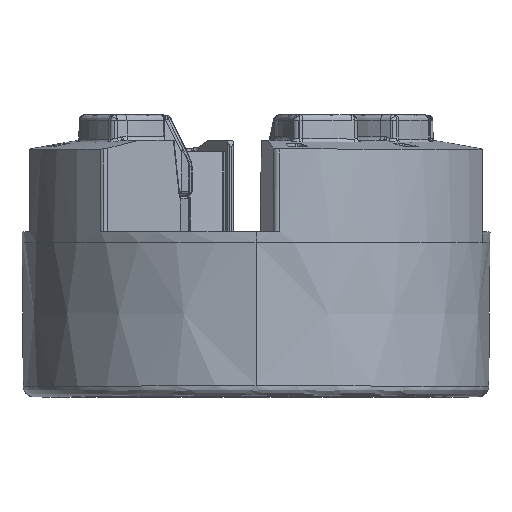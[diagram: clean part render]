
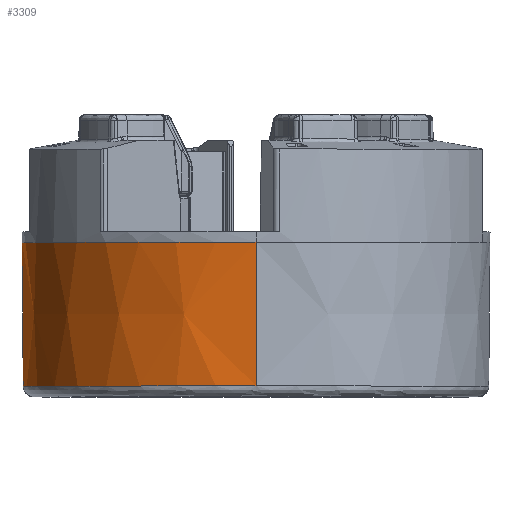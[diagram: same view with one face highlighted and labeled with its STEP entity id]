
A CAD part, top view. The second image highlights one B-rep face of the part: STEP entity #3309.
In plain terms, the highlighted conical face has half-angle 0.5 degrees and reference radius 22 mm.
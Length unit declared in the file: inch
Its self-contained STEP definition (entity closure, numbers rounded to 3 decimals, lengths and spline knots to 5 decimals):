
#1606 = DIRECTION ( 'NONE',  ( 0., -1., 0. ) ) ;
#1811 = CARTESIAN_POINT ( 'NONE',  ( -0.86614, 0., 0. ) ) ;
#2285 = CARTESIAN_POINT ( 'NONE',  ( 0., 0., 0.86614 ) ) ;
#2604 = DIRECTION ( 'NONE',  ( 0., 1., 0. ) ) ;
#3309 = ADVANCED_FACE ( 'NONE', ( #10297 ), #29559, .T. ) ;
#4291 = CARTESIAN_POINT ( 'NONE',  ( 0., -0.53184, 0.8615 ) ) ;
#6599 = AXIS2_PLACEMENT_3D ( 'NONE', #72079, #2604, #48923 ) ;
#10297 = FACE_OUTER_BOUND ( 'NONE', #37311, .T. ) ;
#10854 = AXIS2_PLACEMENT_3D ( 'NONE', #54141, #1606, #88030 ) ;
#16326 = DIRECTION ( 'NONE',  ( 0., 1., 0.009 ) ) ;
#19142 = ORIENTED_EDGE ( 'NONE', *, *, #39668, .T. ) ;
#25965 = CARTESIAN_POINT ( 'NONE',  ( -0.8615, -0.53184, 0. ) ) ;
#28052 = ORIENTED_EDGE ( 'NONE', *, *, #77336, .T. ) ;
#29559 = CONICAL_SURFACE ( 'NONE', #6599, 0.86614, 0.009 ) ;
#32714 = EDGE_CURVE ( 'NONE', #58275, #82671, #70679, .T. ) ;
#37311 = EDGE_LOOP ( 'NONE', ( #59044, #19142, #28052, #75556 ) ) ;
#39668 = EDGE_CURVE ( 'NONE', #58275, #56155, #55456, .T. ) ;
#39834 = DIRECTION ( 'NONE',  ( 0., -1., 0. ) ) ;
#40308 = CARTESIAN_POINT ( 'NONE',  ( 0., -0.53184, 0. ) ) ;
#46647 = VECTOR ( 'NONE', #87078, 39.37008 ) ;
#47042 = CIRCLE ( 'NONE', #10854, 0.86614 ) ;
#48430 = LINE ( 'NONE', #101493, #46647 ) ;
#48923 = DIRECTION ( 'NONE',  ( 0., 0., 1. ) ) ;
#54141 = CARTESIAN_POINT ( 'NONE',  ( 0., 0., 0. ) ) ;
#55456 = LINE ( 'NONE', #86861, #95145 ) ;
#56155 = VERTEX_POINT ( 'NONE', #2285 ) ;
#58275 = VERTEX_POINT ( 'NONE', #4291 ) ;
#59044 = ORIENTED_EDGE ( 'NONE', *, *, #32714, .F. ) ;
#60726 = AXIS2_PLACEMENT_3D ( 'NONE', #40308, #39834, #71219 ) ;
#66205 = VERTEX_POINT ( 'NONE', #1811 ) ;
#70679 = CIRCLE ( 'NONE', #60726, 0.8615 ) ;
#71219 = DIRECTION ( 'NONE',  ( 1., 0., -0.006 ) ) ;
#72079 = CARTESIAN_POINT ( 'NONE',  ( 0., 0., 0. ) ) ;
#75556 = ORIENTED_EDGE ( 'NONE', *, *, #92197, .F. ) ;
#77336 = EDGE_CURVE ( 'NONE', #56155, #66205, #47042, .T. ) ;
#82671 = VERTEX_POINT ( 'NONE', #25965 ) ;
#86861 = CARTESIAN_POINT ( 'NONE',  ( 0., 0., 0.86614 ) ) ;
#87078 = DIRECTION ( 'NONE',  ( -0.009, 1., 0. ) ) ;
#88030 = DIRECTION ( 'NONE',  ( -1., 0., 0. ) ) ;
#92197 = EDGE_CURVE ( 'NONE', #82671, #66205, #48430, .T. ) ;
#95145 = VECTOR ( 'NONE', #16326, 39.37008 ) ;
#101493 = CARTESIAN_POINT ( 'NONE',  ( -0.86382, -0.26592, 0. ) ) ;
